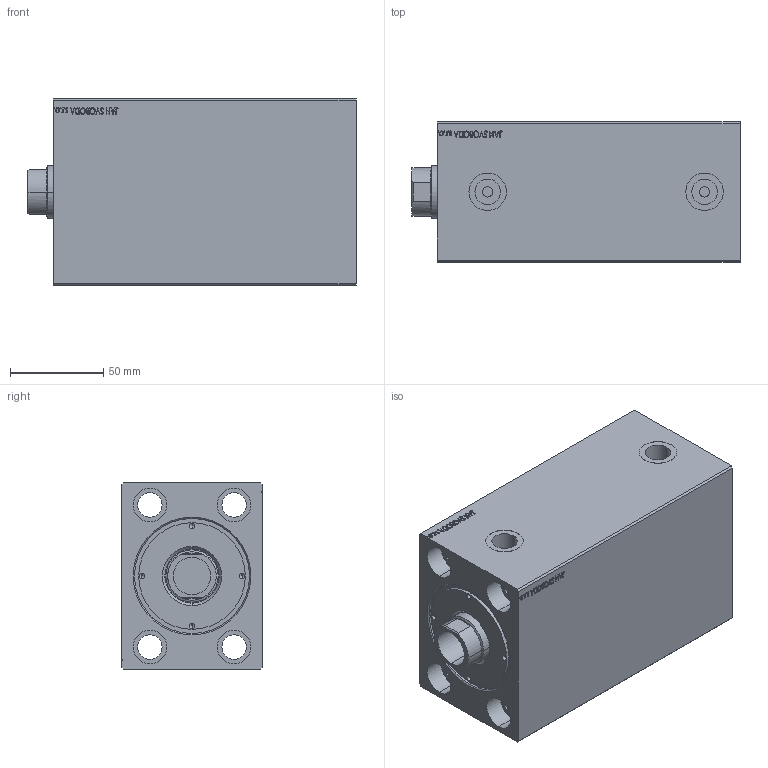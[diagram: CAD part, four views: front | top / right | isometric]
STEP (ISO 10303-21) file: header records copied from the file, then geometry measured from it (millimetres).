
FILE_DESCRIPTION (( 'STEP AP203' ), '1' );
FILE_NAME ('456b.STEP', '2020-09-18T16:37:15', ( '' ), ( '' ), 'SwSTEP 2.0', 'SolidWorks 2019', '' );
FILE_SCHEMA (( 'CONFIG_CONTROL_DESIGN' ));
Length unit declared in the file: millimetre
Products named in the file (4): V500CZ_VCP_C c53adff5ac8fb1de408df76ed53fab5a; V500CZ_VC_vysunovaci_C c53adff5ac8fb1de408df76ed53fab5a; 456b; V500CZ_C c53adff5ac8fb1de408df76ed53fab5a
Assembly tree (3 placements, depth 2):
  456b
    V500CZ_C c53adff5ac8fb1de408df76ed53fab5a
    V500CZ_VC_vysunovaci_C c53adff5ac8fb1de408df76ed53fab5a
    V500CZ_VCP_C c53adff5ac8fb1de408df76ed53fab5a
Bounding box: 175.5 x 75 x 100 mm (x, y, z)
Volume: 1006088.9 mm3; surface area: 145591.4 mm2
Topology: 3 solids, 3 shells, 888 faces, 2258 edges, 1495 vertices
Faces by surface type: plane 415, bspline 380, cylinder 79, cone 14
Entity records: 44529 total; most frequent: CARTESIAN_POINT 25127, ORIENTED_EDGE 4500, DIRECTION 2679, EDGE_CURVE 2250, VERTEX_POINT 1495, LINE 1321, VECTOR 1321, EDGE_LOOP 1025
